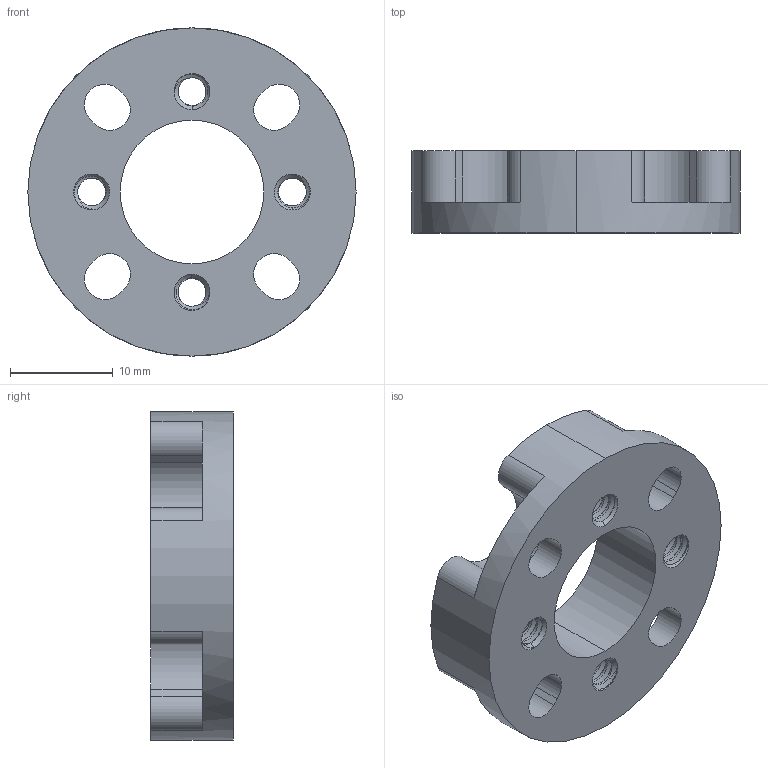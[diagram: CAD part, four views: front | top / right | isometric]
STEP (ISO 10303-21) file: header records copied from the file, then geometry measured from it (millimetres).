
FILE_DESCRIPTION (( 'STEP AP203' ), '1' );
FILE_NAME ('1206-0016-0001.STEP', '2017-09-12T19:46:33', ( '' ), ( '' ), 'SwSTEP 2.0', 'SolidWorks 2016', '' );
FILE_SCHEMA (( 'CONFIG_CONTROL_DESIGN' ));
Length unit declared in the file: millimetre
Products named in the file (1): 1206-0016-0001
Bounding box: 31.97 x 8 x 31.97 mm (x, y, z)
Volume: 3514.7 mm3; surface area: 3079.1 mm2
Topology: 1 solids, 1 shells, 252 faces, 728 edges, 478 vertices
Faces by surface type: cylinder 196, cone 26, plane 22, bspline 8
Entity records: 13775 total; most frequent: CARTESIAN_POINT 7991, ORIENTED_EDGE 1456, DIRECTION 980, EDGE_CURVE 728, VERTEX_POINT 478, AXIS2_PLACEMENT_3D 361, EDGE_LOOP 270, VECTOR 258
